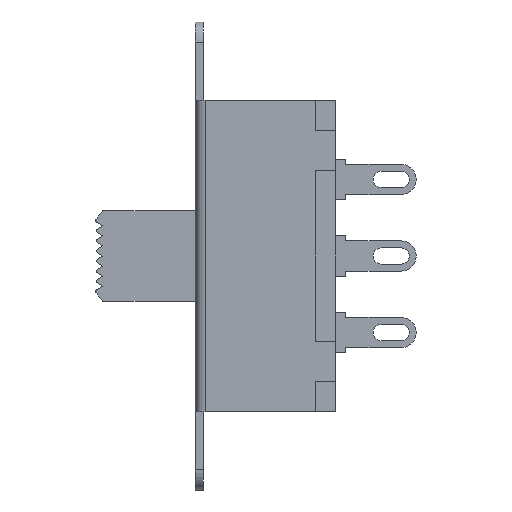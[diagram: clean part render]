
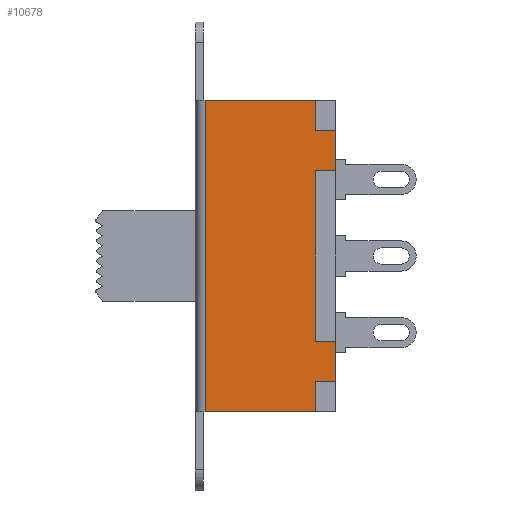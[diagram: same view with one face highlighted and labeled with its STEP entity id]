
A CAD part, left-side view. The second image highlights one B-rep face of the part: STEP entity #10678.
In plain terms, the highlighted planar face has unit normal (-1, 0, 0).
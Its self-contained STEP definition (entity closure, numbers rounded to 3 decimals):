
#391 = VERTEX_POINT ( 'NONE', #4896 ) ;
#421 = VECTOR ( 'NONE', #5058, 1000. ) ;
#503 = LINE ( 'NONE', #6450, #8314 ) ;
#628 = VERTEX_POINT ( 'NONE', #4611 ) ;
#700 = LINE ( 'NONE', #2480, #6476 ) ;
#819 = ORIENTED_EDGE ( 'NONE', *, *, #10837, .T. ) ;
#1064 = AXIS2_PLACEMENT_3D ( 'NONE', #6678, #2165, #8452 ) ;
#1405 = EDGE_CURVE ( 'NONE', #11202, #391, #9386, .T. ) ;
#1449 = DIRECTION ( 'NONE',  ( 0., 1., 0. ) ) ;
#1574 = VECTOR ( 'NONE', #4927, 1000. ) ;
#1578 = LINE ( 'NONE', #4276, #421 ) ;
#1606 = DIRECTION ( 'NONE',  ( 0., 0., 1. ) ) ;
#1922 = VERTEX_POINT ( 'NONE', #9586 ) ;
#1966 = VECTOR ( 'NONE', #3894, 1000. ) ;
#2005 = EDGE_CURVE ( 'NONE', #8328, #1922, #5551, .T. ) ;
#2034 = ORIENTED_EDGE ( 'NONE', *, *, #9889, .T. ) ;
#2163 = CARTESIAN_POINT ( 'NONE',  ( -3.65, -6., -4.25 ) ) ;
#2165 = DIRECTION ( 'NONE',  ( -1., 0., 0. ) ) ;
#2273 = DIRECTION ( 'NONE',  ( 0., 0., 1. ) ) ;
#2390 = VERTEX_POINT ( 'NONE', #4134 ) ;
#2480 = CARTESIAN_POINT ( 'NONE',  ( -3.65, -6., 4.25 ) ) ;
#2506 = VERTEX_POINT ( 'NONE', #3552 ) ;
#2794 = EDGE_CURVE ( 'NONE', #10354, #2506, #1578, .T. ) ;
#2864 = VECTOR ( 'NONE', #3408, 1000. ) ;
#2923 = ORIENTED_EDGE ( 'NONE', *, *, #10566, .T. ) ;
#3408 = DIRECTION ( 'NONE',  ( 0., 0., 1. ) ) ;
#3425 = CARTESIAN_POINT ( 'NONE',  ( -3.65, -0.5, -7.75 ) ) ;
#3552 = CARTESIAN_POINT ( 'NONE',  ( -3.65, -6., 4.25 ) ) ;
#3894 = DIRECTION ( 'NONE',  ( 0., -1., 0. ) ) ;
#4115 = CARTESIAN_POINT ( 'NONE',  ( -3.65, -7., -4.25 ) ) ;
#4134 = CARTESIAN_POINT ( 'NONE',  ( -3.65, -6., -7.75 ) ) ;
#4207 = ORIENTED_EDGE ( 'NONE', *, *, #1405, .T. ) ;
#4264 = CARTESIAN_POINT ( 'NONE',  ( -3.65, -6., -6.25 ) ) ;
#4276 = CARTESIAN_POINT ( 'NONE',  ( -3.65, -6., 4.25 ) ) ;
#4409 = CARTESIAN_POINT ( 'NONE',  ( -3.65, -6., -4.25 ) ) ;
#4455 = VECTOR ( 'NONE', #10495, 1000. ) ;
#4507 = ORIENTED_EDGE ( 'NONE', *, *, #2005, .T. ) ;
#4611 = CARTESIAN_POINT ( 'NONE',  ( -3.65, -7., -6.25 ) ) ;
#4621 = ORIENTED_EDGE ( 'NONE', *, *, #7402, .T. ) ;
#4833 = PLANE ( 'NONE',  #1064 ) ;
#4896 = CARTESIAN_POINT ( 'NONE',  ( -3.65, -7., 6.25 ) ) ;
#4927 = DIRECTION ( 'NONE',  ( 0., 1., 0. ) ) ;
#4955 = VECTOR ( 'NONE', #10653, 1000. ) ;
#5024 = CARTESIAN_POINT ( 'NONE',  ( -3.65, -7., -7.75 ) ) ;
#5058 = DIRECTION ( 'NONE',  ( 0., 0., 1. ) ) ;
#5152 = LINE ( 'NONE', #11215, #2864 ) ;
#5228 = ORIENTED_EDGE ( 'NONE', *, *, #10733, .T. ) ;
#5551 = LINE ( 'NONE', #9015, #4955 ) ;
#5587 = LINE ( 'NONE', #6592, #1966 ) ;
#5628 = CARTESIAN_POINT ( 'NONE',  ( -3.65, -15.91, -7.75 ) ) ;
#5799 = ORIENTED_EDGE ( 'NONE', *, *, #10821, .T. ) ;
#5816 = CARTESIAN_POINT ( 'NONE',  ( -3.65, -6., 6.25 ) ) ;
#6081 = EDGE_CURVE ( 'NONE', #2390, #6265, #10845, .T. ) ;
#6265 = VERTEX_POINT ( 'NONE', #3425 ) ;
#6450 = CARTESIAN_POINT ( 'NONE',  ( -3.65, -6., -6.25 ) ) ;
#6476 = VECTOR ( 'NONE', #6832, 1000. ) ;
#6506 = VERTEX_POINT ( 'NONE', #7354 ) ;
#6592 = CARTESIAN_POINT ( 'NONE',  ( -3.65, -6., -6.25 ) ) ;
#6675 = ORIENTED_EDGE ( 'NONE', *, *, #10492, .T. ) ;
#6678 = CARTESIAN_POINT ( 'NONE',  ( -3.65, -15.91, -7.75 ) ) ;
#6832 = DIRECTION ( 'NONE',  ( 0., -1., 0. ) ) ;
#6933 = ORIENTED_EDGE ( 'NONE', *, *, #2794, .T. ) ;
#7215 = VECTOR ( 'NONE', #1449, 1000. ) ;
#7239 = VERTEX_POINT ( 'NONE', #4115 ) ;
#7354 = CARTESIAN_POINT ( 'NONE',  ( -3.65, -6., 6.25 ) ) ;
#7355 = LINE ( 'NONE', #5816, #7215 ) ;
#7402 = EDGE_CURVE ( 'NONE', #1922, #6265, #9704, .T. ) ;
#7437 = CARTESIAN_POINT ( 'NONE',  ( -3.65, -6., 7.75 ) ) ;
#7463 = LINE ( 'NONE', #10934, #10480 ) ;
#7929 = CARTESIAN_POINT ( 'NONE',  ( -3.65, -0.5, -7.75 ) ) ;
#8314 = VECTOR ( 'NONE', #2273, 1000. ) ;
#8328 = VERTEX_POINT ( 'NONE', #7437 ) ;
#8330 = LINE ( 'NONE', #2163, #1574 ) ;
#8452 = DIRECTION ( 'NONE',  ( 0., 0., 1. ) ) ;
#8934 = VECTOR ( 'NONE', #1606, 1000. ) ;
#9015 = CARTESIAN_POINT ( 'NONE',  ( -3.65, -15.91, 7.75 ) ) ;
#9089 = DIRECTION ( 'NONE',  ( 0., 1., 0. ) ) ;
#9170 = CARTESIAN_POINT ( 'NONE',  ( -3.65, -7., 4.25 ) ) ;
#9188 = EDGE_LOOP ( 'NONE', ( #10865, #4507, #4621, #10701, #5228, #6675, #5799, #2034, #6933, #2923, #4207, #819 ) ) ;
#9239 = DIRECTION ( 'NONE',  ( 0., 0., 1. ) ) ;
#9386 = LINE ( 'NONE', #5024, #8934 ) ;
#9586 = CARTESIAN_POINT ( 'NONE',  ( -3.65, -0.5, 7.75 ) ) ;
#9704 = LINE ( 'NONE', #7929, #4455 ) ;
#9759 = FACE_OUTER_BOUND ( 'NONE', #9188, .T. ) ;
#9889 = EDGE_CURVE ( 'NONE', #7239, #10354, #8330, .T. ) ;
#9959 = EDGE_CURVE ( 'NONE', #6506, #8328, #5152, .T. ) ;
#9977 = VERTEX_POINT ( 'NONE', #4264 ) ;
#10012 = VECTOR ( 'NONE', #9089, 1000. ) ;
#10354 = VERTEX_POINT ( 'NONE', #4409 ) ;
#10480 = VECTOR ( 'NONE', #9239, 1000. ) ;
#10492 = EDGE_CURVE ( 'NONE', #9977, #628, #5587, .T. ) ;
#10495 = DIRECTION ( 'NONE',  ( 0., 0., -1. ) ) ;
#10566 = EDGE_CURVE ( 'NONE', #2506, #11202, #700, .T. ) ;
#10653 = DIRECTION ( 'NONE',  ( 0., 1., 0. ) ) ;
#10678 = ADVANCED_FACE ( 'NONE', ( #9759 ), #4833, .T. ) ;
#10701 = ORIENTED_EDGE ( 'NONE', *, *, #6081, .F. ) ;
#10733 = EDGE_CURVE ( 'NONE', #2390, #9977, #503, .T. ) ;
#10821 = EDGE_CURVE ( 'NONE', #628, #7239, #7463, .T. ) ;
#10837 = EDGE_CURVE ( 'NONE', #391, #6506, #7355, .T. ) ;
#10845 = LINE ( 'NONE', #5628, #10012 ) ;
#10865 = ORIENTED_EDGE ( 'NONE', *, *, #9959, .T. ) ;
#10934 = CARTESIAN_POINT ( 'NONE',  ( -3.65, -7., -7.75 ) ) ;
#11202 = VERTEX_POINT ( 'NONE', #9170 ) ;
#11215 = CARTESIAN_POINT ( 'NONE',  ( -3.65, -6., 6.25 ) ) ;
